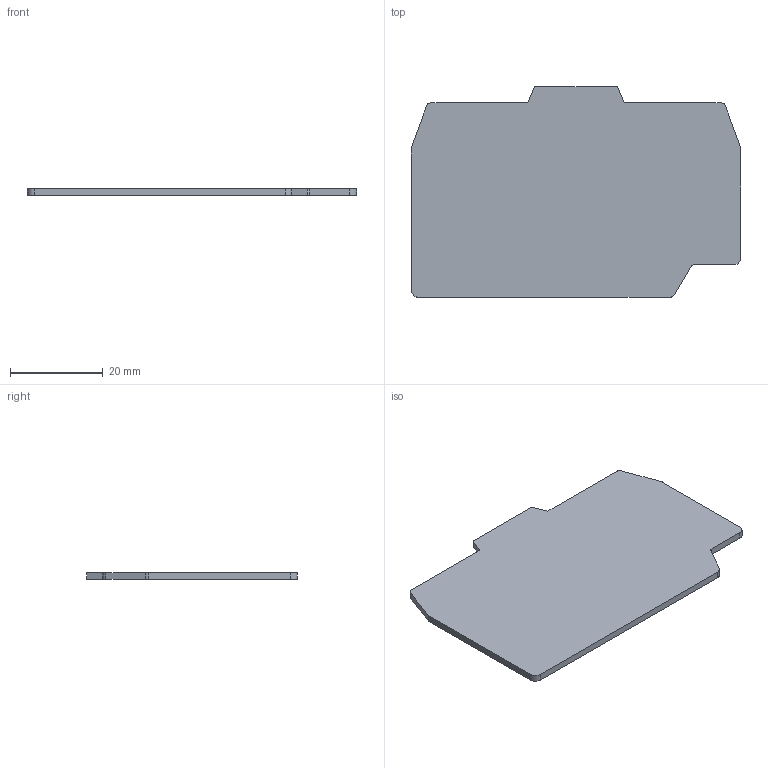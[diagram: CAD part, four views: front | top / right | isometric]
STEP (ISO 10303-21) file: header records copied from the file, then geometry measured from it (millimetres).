
FILE_DESCRIPTION((''),'2;1');
FILE_NAME('HMT_10-PT_ASM','2022-09-22T13:04:58',('klemen.sitar'),('Audax d.o.o.'),'CREO PARAMETRIC BY PTC INC, 2021304','CREO PARAMETRIC BY PTC INC, 2021304','');
FILE_SCHEMA(('AP242_MANAGED_MODEL_BASED_3D_ENGINEERING_MIM_LF { 1 0 10303 442 1 1 4 }'));
Length unit declared in the file: millimetre
Products named in the file (2): HMT_10-PT-7160; HMT_10-PT_ASM
Assembly tree (1 placements, depth 2):
  HMT_10-PT_ASM
    HMT_10-PT-7160
Bounding box: 71 x 45.5 x 1.5 mm (x, y, z)
Volume: 4390.5 mm3; surface area: 6184.1 mm2
Topology: 1 solids, 1 shells, 22 faces, 60 edges, 40 vertices
Faces by surface type: plane 14, cylinder 8
Entity records: 1351 total; most frequent: COLOUR_RGB 138, CARTESIAN_POINT 130, DIRECTION 128, ORIENTED_EDGE 120, PRESENTATION_STYLE_ASSIGNMENT 85, STYLED_ITEM 85, CURVE_STYLE 62, EDGE_CURVE 60
